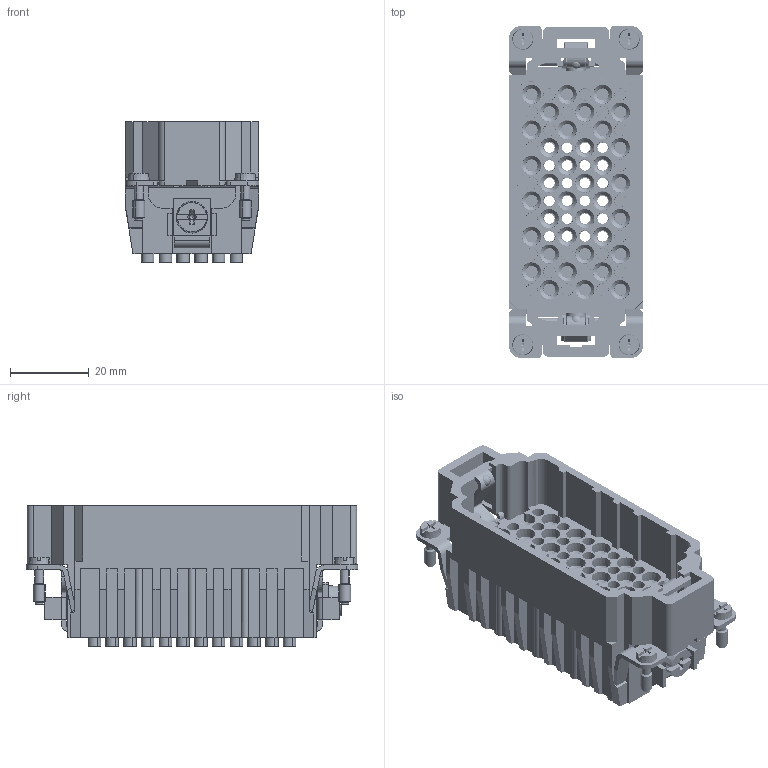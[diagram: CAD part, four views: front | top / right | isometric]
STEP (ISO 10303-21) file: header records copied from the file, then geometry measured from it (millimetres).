
FILE_DESCRIPTION(('CATIA V5 STEP Exchange','CAx-IF Rec.Pracs.--- Model Styling and Organization---1.5--- 2016-08-15','CAx-IF Rec.Pracs.---Supplemental Geometry---1.0---2011-11-01','CAx-IF Rec.Pracs.--- Composite Materials ---1.1---2010-07-15'),'2;1');
FILE_NAME ('2112030-6_0', '2025-10-06T11:35:04+00:00', ('none'), ('Weidmueller'), 'CATIA Version 5-6 Release 2024 SP4', 'CATIA V5 STEP AP214 v3', 'none');
FILE_SCHEMA(('AUTOMOTIVE_DESIGN { 1 0 10303 214 1 1 1 1 }'));
Products named in the file (1): 3116630000
Bounding box: 33.9 x 84.2 x 35.6 mm (x, y, z)
Volume: 37009.3 mm3; surface area: 42871.2 mm2
Topology: 1 solids, 1 shells, 2889 faces, 6595 edges, 3855 vertices
Faces by surface type: cylinder 943, cone 912, plane 724, torus 288, bspline 16, sphere 6
Entity records: 73516 total; most frequent: CARTESIAN_POINT 15310, ORIENTED_EDGE 13162, DIRECTION 8826, EDGE_CURVE 6581, AXIS2_PLACEMENT_3D 4102, VERTEX_POINT 3855, VECTOR 3371, LINE 3371
